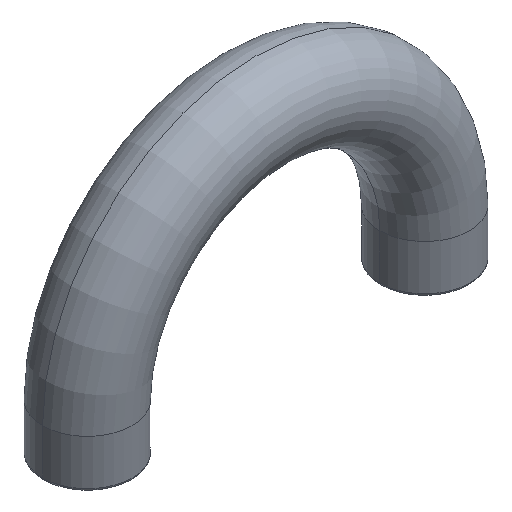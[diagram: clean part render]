
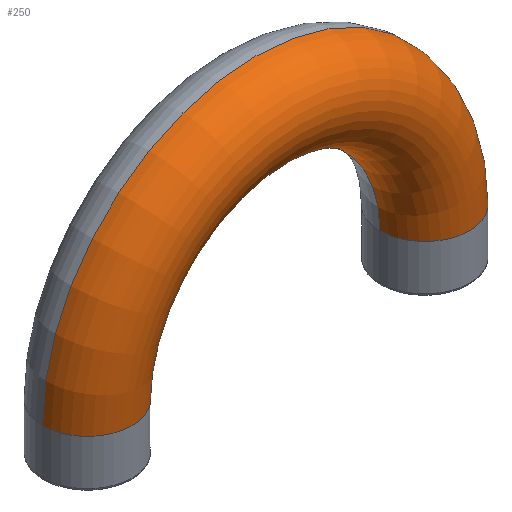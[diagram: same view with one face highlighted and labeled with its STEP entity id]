
A CAD part, isometric view. The second image highlights one B-rep face of the part: STEP entity #250.
In plain terms, the highlighted toroidal (fillet/blend) face has major radius 17.958 mm and minor radius 4.763 mm.
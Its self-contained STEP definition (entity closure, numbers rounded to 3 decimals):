
#99=CARTESIAN_POINT('POINT7',(4.763,0.,
   5.08));
#100=VERTEX_POINT('VERTEX7',#99);
#108=CARTESIAN_POINT('POINT8',(-4.763,0.,5.08));
#109=VERTEX_POINT('VERTEX8',#108);
#134=CARTESIAN_POINT('POS16',(0.,0.,5.08));
#135=DIRECTION('DIR29',(0.,0.,-1.));
#136=DIRECTION('DIR30',(1.,0.,0.));
#137=AXIS2_PLACEMENT_3D('AXIS14',#134,#135,#136);
#138=CIRCLE('ELLIPSE10',#137,4.763);
#139=EDGE_CURVE('EDGE12',#100,#109,#138,.T.);
#199=CARTESIAN_POINT('POINT11',(31.153,0.,
   5.08));
#200=VERTEX_POINT('VERTEX11',#199);
#201=CARTESIAN_POINT('POS24',(17.958,0.,
   5.08));
#202=DIRECTION('DIR43',(0.,-1.,0.));
#203=DIRECTION('DIR44',(1.,0.,0.));
#204=AXIS2_PLACEMENT_3D('AXIS20',#201,#202,#203);
#205=CIRCLE('ELLIPSE13',#204,13.195);
#206=EDGE_CURVE('EDGE17',#200,#100,#205,.T.);
#209=CARTESIAN_POINT('POINT12',(40.678,0.,
   5.08));
#210=VERTEX_POINT('VERTEX12',#209);
#211=CARTESIAN_POINT('POS25',(17.958,0.,
   5.08));
#212=DIRECTION('DIR45',(0.,-1.,0.));
#213=DIRECTION('DIR46',(1.,0.,0.));
#214=AXIS2_PLACEMENT_3D('AXIS21',#211,#212,#213);
#215=CIRCLE('ELLIPSE14',#214,22.72);
#216=EDGE_CURVE('EDGE18',#210,#109,#215,.T.);
#233=ORIENTED_EDGE('COEDGE33',*,*,#216,.T.);
#234=ORIENTED_EDGE('COEDGE34',*,*,#139,.F.);
#235=ORIENTED_EDGE('COEDGE35',*,*,#206,.F.);
#236=CARTESIAN_POINT('POS28',(35.916,0.,
   5.08));
#237=DIRECTION('DIR51',(0.,0.,
   1.));
#238=DIRECTION('DIR52',(-1.,0.,
   0.));
#239=AXIS2_PLACEMENT_3D('AXIS24',#236,#237,#238);
#240=CIRCLE('ELLIPSE16',#239,4.763);
#241=EDGE_CURVE('EDGE20',#200,#210,#240,.T.);
#242=ORIENTED_EDGE('COEDGE36',*,*,#241,.T.);
#243=EDGE_LOOP('NONE',(#233,#234,#235,#242));
#244=FACE_BOUND('LOOP1',#243,.T.);
#245=CARTESIAN_POINT('POS29',(17.958,0.,5.08));
#246=DIRECTION('DIR53',(0.,-1.,0.));
#247=DIRECTION('DIR54',(-1.,0.,0.));
#248=AXIS2_PLACEMENT_3D('AXIS25',#245,#246,#247);
#249=TOROIDAL_SURFACE('TORUS4',#248,17.958,4.763);
#250=ADVANCED_FACE('FACE9',(#244),#249,.T.);
